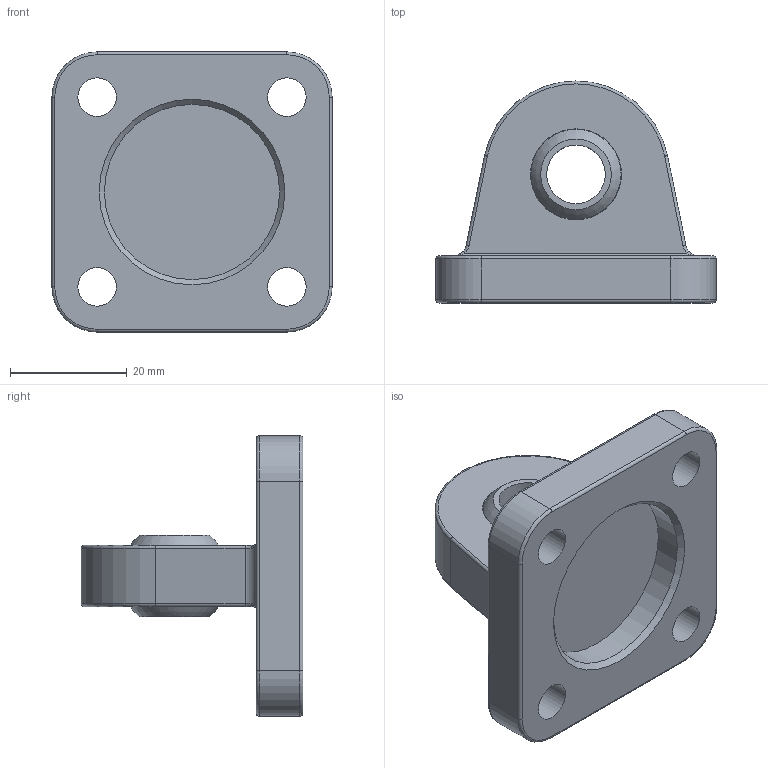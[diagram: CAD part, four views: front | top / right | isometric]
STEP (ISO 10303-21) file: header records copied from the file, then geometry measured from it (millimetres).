
FILE_DESCRIPTION(/* description */ (''),/* implementation_level */ '2;1');
FILE_NAME(/* name */ 'c-cu32.stp',/* time_stamp */ '2015-12-09T13:31:54+01:00',/* author */ (''),/* organization */ (''),/* preprocessor_version */ 'ST-DEVELOPER v15.2',/* originating_system */ 'Autodesk Translator Framework v2.0.0.5431',/* authorisation */ '');
FILE_SCHEMA (('AUTOMOTIVE_DESIGN { 1 0 10303 214 3 1 1 }'));
Products named in the file (1): (Unsaved)
Bounding box: 48 x 38 x 48 mm (x, y, z)
Volume: 21247.6 mm3; surface area: 9450.3 mm2
Topology: 1 solids, 1 shells, 1197 faces, 3316 edges, 2174 vertices
Faces by surface type: bspline 765, plane 378, cylinder 35, torus 16, sphere 2, cone 1
Full cylindrical faces by diameter (mm): 6.6 x4, 10.04 x1, 11 x4, 30 x1
Entity records: 45103 total; most frequent: CARTESIAN_POINT 19825, ORIENTED_EDGE 6628, EDGE_CURVE 3294, DIRECTION 2723, VERTEX_POINT 2169, LINE 1675, VECTOR 1675, B_SPLINE_CURVE_WITH_KNOTS 1528
